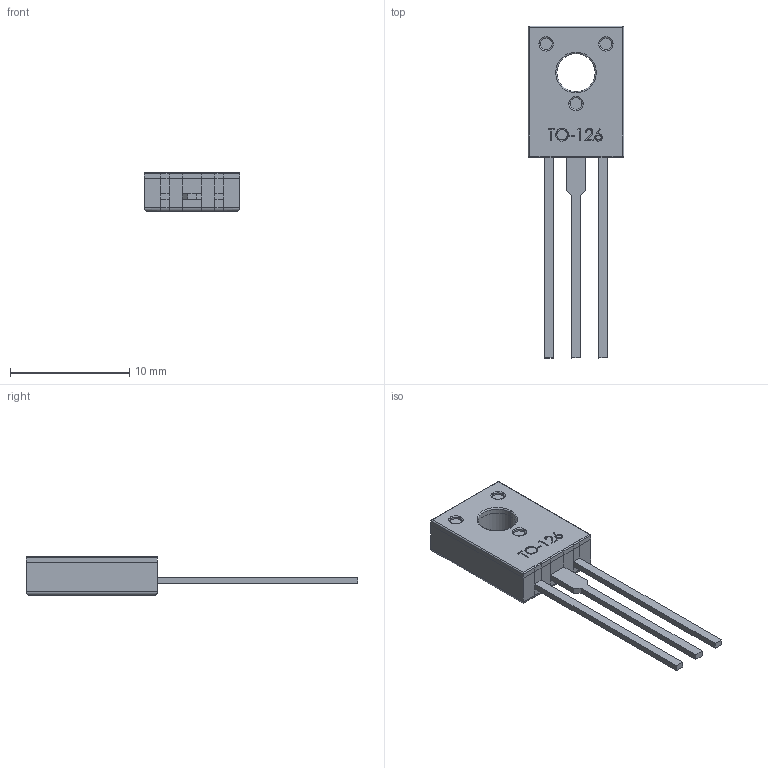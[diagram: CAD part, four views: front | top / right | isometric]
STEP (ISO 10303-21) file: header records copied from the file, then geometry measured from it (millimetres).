
FILE_DESCRIPTION (( 'STEP AP214' ), '1' );
FILE_NAME ('4B9A3A67-2917-4800-BB79-3409B6448091.STEP', '2008-05-14T17:59:50', ( 'sysAdmin' ), ( 'SolidWorks' ), 'SwSTEP 2.0', 'SolidWorks 2008', '' );
FILE_SCHEMA (( 'AUTOMOTIVE_DESIGN' ));
Length unit declared in the file: inch
Products named in the file (3): SW3dPS-TO-126_TO-126x; SW3dPS-TO-126_TO-126; 4B9A3A67-2917-4800-BB79-3409B6448091
Assembly tree (2 placements, depth 2):
  4B9A3A67-2917-4800-BB79-3409B6448091
    SW3dPS-TO-126_TO-126x
    SW3dPS-TO-126_TO-126
Bounding box: 8 x 27.8 x 3.25 mm (x, y, z)
Volume: 278.5 mm3; surface area: 603.5 mm2
Topology: 2 solids, 2 shells, 145 faces, 350 edges, 220 vertices
Faces by surface type: plane 84, cylinder 30, bspline 23, torus 8
Entity records: 7568 total; most frequent: CARTESIAN_POINT 2415, ORIENTED_EDGE 700, DIRECTION 598, EDGE_CURVE 350, VECTOR 248, LINE 248, VERTEX_POINT 220, AXIS2_PLACEMENT_3D 175
